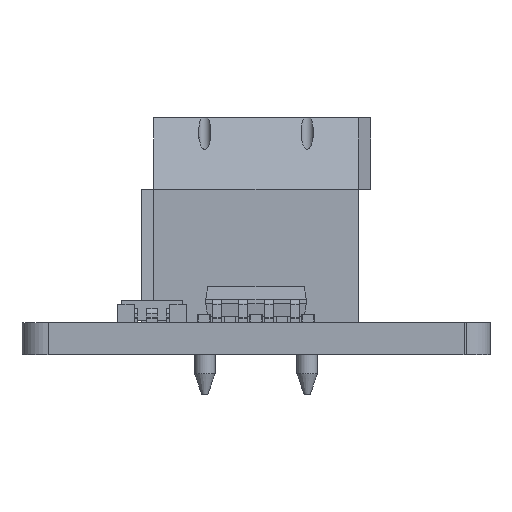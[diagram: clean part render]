
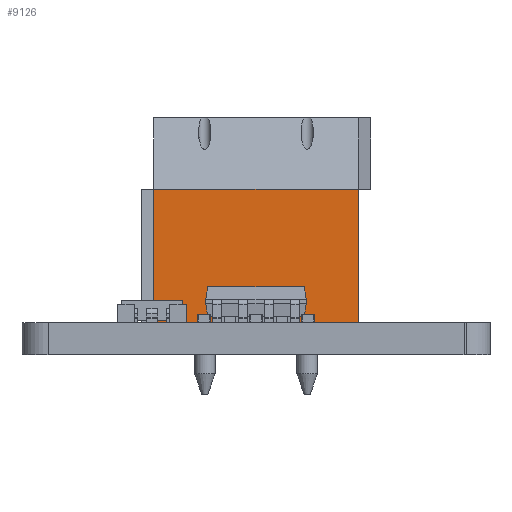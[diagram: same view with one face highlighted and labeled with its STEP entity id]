
A CAD part, front view. The second image highlights one B-rep face of the part: STEP entity #9126.
In plain terms, the highlighted face is planar.
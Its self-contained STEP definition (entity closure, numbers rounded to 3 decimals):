
#471=PLANE('',#9818);
#841=FACE_OUTER_BOUND('',#1409,.T.);
#1409=EDGE_LOOP('',(#6679,#6680,#6681,#6682));
#1954=LINE('',#13543,#2917);
#1989=LINE('',#13610,#2952);
#2011=LINE('',#13653,#2974);
#2056=LINE('',#13730,#3019);
#2917=VECTOR('',#10855,1000.);
#2952=VECTOR('',#10896,1000.);
#2974=VECTOR('',#10922,1000.);
#3019=VECTOR('',#10987,1000.);
#4240=VERTEX_POINT('',#13540);
#4241=VERTEX_POINT('',#13542);
#4270=VERTEX_POINT('',#13609);
#4289=VERTEX_POINT('',#13651);
#5120=EDGE_CURVE('',#4241,#4240,#1954,.T.);
#5155=EDGE_CURVE('',#4270,#4241,#1989,.T.);
#5177=EDGE_CURVE('',#4240,#4289,#2011,.T.);
#5222=EDGE_CURVE('',#4270,#4289,#2056,.T.);
#6679=ORIENTED_EDGE('',*,*,#5222,.F.);
#6680=ORIENTED_EDGE('',*,*,#5155,.T.);
#6681=ORIENTED_EDGE('',*,*,#5120,.T.);
#6682=ORIENTED_EDGE('',*,*,#5177,.T.);
#9126=ADVANCED_FACE('',(#841),#471,.T.);
#9818=AXIS2_PLACEMENT_3D('',#13729,#10985,#10986);
#10855=DIRECTION('',(0.,0.,-1.));
#10896=DIRECTION('',(1.,0.,0.));
#10922=DIRECTION('',(-1.,0.,0.));
#10985=DIRECTION('center_axis',(0.,1.,0.));
#10986=DIRECTION('ref_axis',(0.,0.,
-1.));
#10987=DIRECTION('',(0.,0.,-1.));
#13540=CARTESIAN_POINT('',(5.,4.25,0.));
#13542=CARTESIAN_POINT('',(5.,4.25,6.5));
#13543=CARTESIAN_POINT('',(5.,4.25,10.));
#13609=CARTESIAN_POINT('',(-5.,4.25,6.5));
#13610=CARTESIAN_POINT('',(5.,4.25,6.5));
#13651=CARTESIAN_POINT('',(-5.,4.25,0.));
#13653=CARTESIAN_POINT('',(5.,4.25,0.));
#13729=CARTESIAN_POINT('Origin',(5.,4.25,10.));
#13730=CARTESIAN_POINT('',(-5.,4.25,10.));
